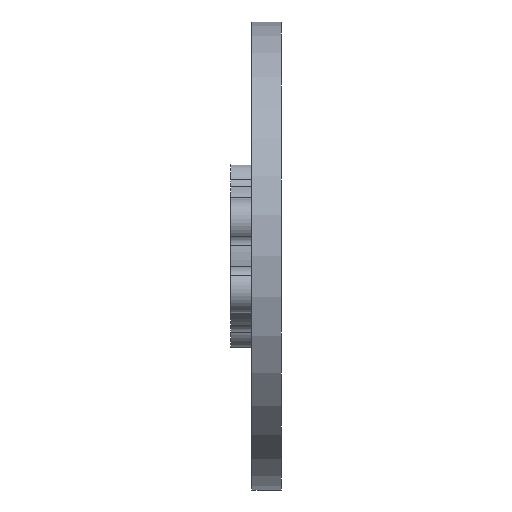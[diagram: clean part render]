
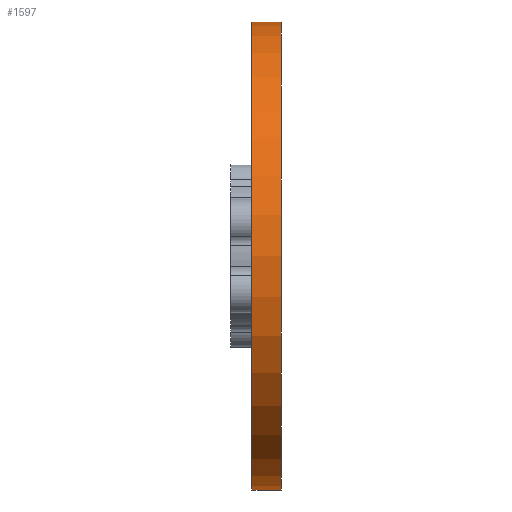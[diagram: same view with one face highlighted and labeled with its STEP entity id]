
A CAD part, front view. The second image highlights one B-rep face of the part: STEP entity #1597.
In plain terms, the highlighted cylindrical face has radius 44.45 mm (diameter 88.9 mm), a partial arc.
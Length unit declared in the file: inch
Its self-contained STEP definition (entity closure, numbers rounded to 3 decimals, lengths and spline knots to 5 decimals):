
#108 = FACE_OUTER_BOUND ( 'NONE', #1276, .T. ) ;
#122 = CARTESIAN_POINT ( 'NONE',  ( 0.07874, 0., 1.75 ) ) ;
#178 = AXIS2_PLACEMENT_3D ( 'NONE', #687, #721, #1340 ) ;
#194 = VECTOR ( 'NONE', #1680, 39.37008 ) ;
#216 = CARTESIAN_POINT ( 'NONE',  ( 0.07874, 0., 1.75 ) ) ;
#328 = ORIENTED_EDGE ( 'NONE', *, *, #1025, .F. ) ;
#533 = CIRCLE ( 'NONE', #1725, 1.75 ) ;
#592 = CYLINDRICAL_SURFACE ( 'NONE', #2062, 1.75 ) ;
#614 = ORIENTED_EDGE ( 'NONE', *, *, #1793, .F. ) ;
#652 = DIRECTION ( 'NONE',  ( -1., 0., 0. ) ) ;
#687 = CARTESIAN_POINT ( 'NONE',  ( 0.29626, 0., 0. ) ) ;
#721 = DIRECTION ( 'NONE',  ( 1., 0., 0. ) ) ;
#727 = DIRECTION ( 'NONE',  ( 1., 0., 0. ) ) ;
#741 = CARTESIAN_POINT ( 'NONE',  ( 0.29626, 0., 1.75 ) ) ;
#921 = EDGE_CURVE ( 'NONE', #2080, #1092, #1832, .T. ) ;
#924 = VERTEX_POINT ( 'NONE', #216 ) ;
#1025 = EDGE_CURVE ( 'NONE', #1111, #1092, #1581, .T. ) ;
#1030 = CARTESIAN_POINT ( 'NONE',  ( 0.07874, 0., -1.75 ) ) ;
#1092 = VERTEX_POINT ( 'NONE', #1699 ) ;
#1111 = VERTEX_POINT ( 'NONE', #741 ) ;
#1124 = ORIENTED_EDGE ( 'NONE', *, *, #1922, .F. ) ;
#1196 = CARTESIAN_POINT ( 'NONE',  ( 0.07874, 0., -1.75 ) ) ;
#1230 = DIRECTION ( 'NONE',  ( 1., 0., 0. ) ) ;
#1247 = CARTESIAN_POINT ( 'NONE',  ( 0.07874, 0., 0. ) ) ;
#1269 = LINE ( 'NONE', #122, #1393 ) ;
#1276 = EDGE_LOOP ( 'NONE', ( #614, #1124, #1947, #328 ) ) ;
#1340 = DIRECTION ( 'NONE',  ( 0., 0., -1. ) ) ;
#1381 = DIRECTION ( 'NONE',  ( 0., 0., -1. ) ) ;
#1393 = VECTOR ( 'NONE', #1230, 39.37008 ) ;
#1442 = DIRECTION ( 'NONE',  ( 0., 0., 1. ) ) ;
#1581 = CIRCLE ( 'NONE', #178, 1.75 ) ;
#1597 = ADVANCED_FACE ( 'NONE', ( #108 ), #592, .T. ) ;
#1680 = DIRECTION ( 'NONE',  ( 1., 0., 0. ) ) ;
#1699 = CARTESIAN_POINT ( 'NONE',  ( 0.29626, 0., -1.75 ) ) ;
#1725 = AXIS2_PLACEMENT_3D ( 'NONE', #1948, #652, #1442 ) ;
#1793 = EDGE_CURVE ( 'NONE', #924, #1111, #1269, .T. ) ;
#1832 = LINE ( 'NONE', #1030, #194 ) ;
#1922 = EDGE_CURVE ( 'NONE', #2080, #924, #533, .T. ) ;
#1947 = ORIENTED_EDGE ( 'NONE', *, *, #921, .T. ) ;
#1948 = CARTESIAN_POINT ( 'NONE',  ( 0.07874, 0., 0. ) ) ;
#2062 = AXIS2_PLACEMENT_3D ( 'NONE', #1247, #727, #1381 ) ;
#2080 = VERTEX_POINT ( 'NONE', #1196 ) ;
